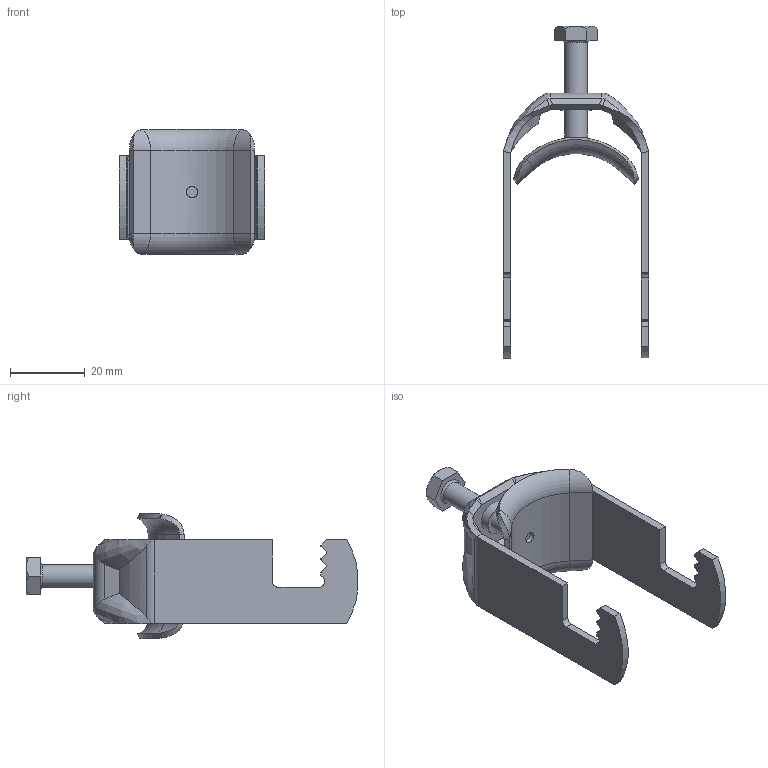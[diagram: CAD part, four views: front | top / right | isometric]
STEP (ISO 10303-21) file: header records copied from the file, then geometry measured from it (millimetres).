
FILE_DESCRIPTION (( 'STEP AP214' ), '1' );
FILE_NAME ('1187526.stp', '2023-10-04T11:34:29', ( '' ), ( '' ), 'SwSTEP 2.0', 'SolidWorks 2022', '' );
FILE_SCHEMA (( 'AUTOMOTIVE_DESIGN' ));
Length unit declared in the file: millimetre
Products named in the file (4): 142951_M6 x 26; 141712_Standard; 1187526; 157136_1Fach
Assembly tree (3 placements, depth 2):
  1187526
    157136_1Fach
    142951_M6 x 26
    141712_Standard
Bounding box: 39 x 88.94 x 33.75 mm (x, y, z)
Volume: 9734.4 mm3; surface area: 11256.7 mm2
Topology: 3 solids, 3 shells, 187 faces, 464 edges, 284 vertices
Faces by surface type: plane 73, bspline 51, cylinder 48, cone 6, torus 5, sphere 4
Full cylindrical faces by diameter (mm): 2.9 x1, 3.1 x1, 4.2 x1, 6 x1, 8.2 x2
Entity records: 15684 total; most frequent: CARTESIAN_POINT 11687, ORIENTED_EDGE 892, DIRECTION 618, EDGE_CURVE 446, VERTEX_POINT 280, AXIS2_PLACEMENT_3D 223, EDGE_LOOP 206, FACE_OUTER_BOUND 195
